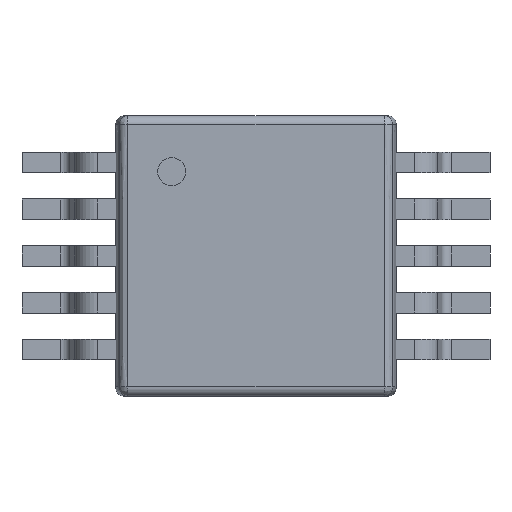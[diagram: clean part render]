
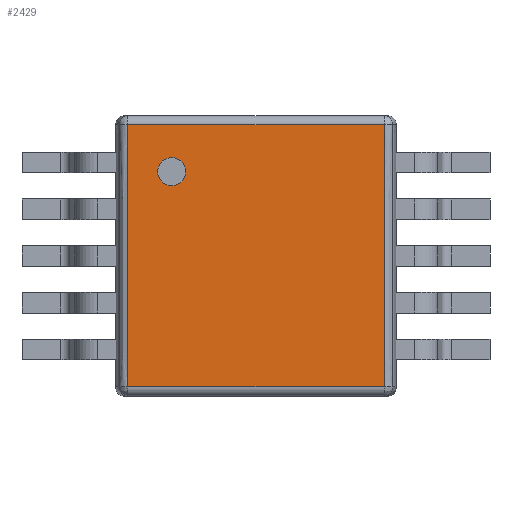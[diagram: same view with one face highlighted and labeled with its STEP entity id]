
A CAD part, top view. The second image highlights one B-rep face of the part: STEP entity #2429.
In plain terms, the highlighted planar face has unit normal (0, 0, 1).
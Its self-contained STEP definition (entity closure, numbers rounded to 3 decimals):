
#1528=DIRECTION('',(0.,1.,0.));
#1529=VECTOR('',#1528,2.8);
#1530=CARTESIAN_POINT('',(0.132,-2.9,
0.95));
#1531=LINE('',#1530,#1529);
#1535=CARTESIAN_POINT('',(0.6,-0.6,0.95));
#1536=DIRECTION('',(0.,0.,1.));
#1537=DIRECTION('',(1.,0.,0.));
#1538=AXIS2_PLACEMENT_3D('',#1535,#1536,#1537);
#1543=CARTESIAN_POINT('',(0.6,-0.6,0.95));
#1544=DIRECTION('',(0.,0.,1.));
#1545=DIRECTION('',(-1.,0.,0.));
#1546=AXIS2_PLACEMENT_3D('',#1543,#1544,#1545);
#1567=DIRECTION('',(1.,0.,0.));
#1568=VECTOR('',#1567,2.737);
#1569=CARTESIAN_POINT('',(0.132,-2.9,
0.95));
#1570=LINE('',#1569,#1568);
#1583=DIRECTION('',(0.,1.,0.));
#1584=VECTOR('',#1583,2.8);
#1585=CARTESIAN_POINT('',(2.868,-2.9,
0.95));
#1586=LINE('',#1585,#1584);
#1710=CARTESIAN_POINT('',(0.132,-0.1,0.95));
#1723=CARTESIAN_POINT('',(0.132,-2.9,
0.95));
#2266=DIRECTION('',(-1.,0.,0.));
#2267=VECTOR('',#2266,2.737);
#2268=CARTESIAN_POINT('',(2.868,-0.1,0.95));
#2269=LINE('',#2268,#2267);
#2304=CARTESIAN_POINT('',(0.45,-0.6,0.95));
#2305=CARTESIAN_POINT('',(0.75,-0.6,0.95));
#2306=VERTEX_POINT('',#2304);
#2307=VERTEX_POINT('',#2305);
#2313=VERTEX_POINT('',#1723);
#2315=CARTESIAN_POINT('',(2.868,-2.9,
0.95));
#2317=VERTEX_POINT('',#2315);
#2322=VERTEX_POINT('',#1710);
#2368=CARTESIAN_POINT('',(2.868,-0.1,0.95));
#2369=VERTEX_POINT('',#2368);
#2409=CARTESIAN_POINT('',(1.5,-1.5,
0.95));
#2410=DIRECTION('',(0.,0.,1.));
#2411=DIRECTION('',(1.,0.,0.));
#2412=AXIS2_PLACEMENT_3D('',#2409,#2410,#2411);
#2413=PLANE('',#2412);
#2415=ORIENTED_EDGE('',*,*,#2414,.F.);
#2417=ORIENTED_EDGE('',*,*,#2416,.T.);
#2419=ORIENTED_EDGE('',*,*,#2418,.F.);
#2421=ORIENTED_EDGE('',*,*,#2420,.F.);
#2422=EDGE_LOOP('',(#2415,#2417,#2419,#2421));
#2423=FACE_OUTER_BOUND('',#2422,.F.);
#2425=ORIENTED_EDGE('',*,*,#2424,.T.);
#2426=ORIENTED_EDGE('',*,*,#2386,.T.);
#2427=EDGE_LOOP('',(#2425,#2426));
#2428=FACE_BOUND('',#2427,.F.);
#2429=ADVANCED_FACE('',(#2423,#2428),#2413,.T.);
#1539=CIRCLE('',#1538,0.15);
#1547=CIRCLE('',#1546,0.15);
#2386=EDGE_CURVE('',#2306,#2307,#1547,.T.);
#2414=EDGE_CURVE('',#2313,#2317,#1570,.T.);
#2416=EDGE_CURVE('',#2313,#2322,#1531,.T.);
#2418=EDGE_CURVE('',#2369,#2322,#2269,.T.);
#2420=EDGE_CURVE('',#2317,#2369,#1586,.T.);
#2424=EDGE_CURVE('',#2307,#2306,#1539,.T.);
